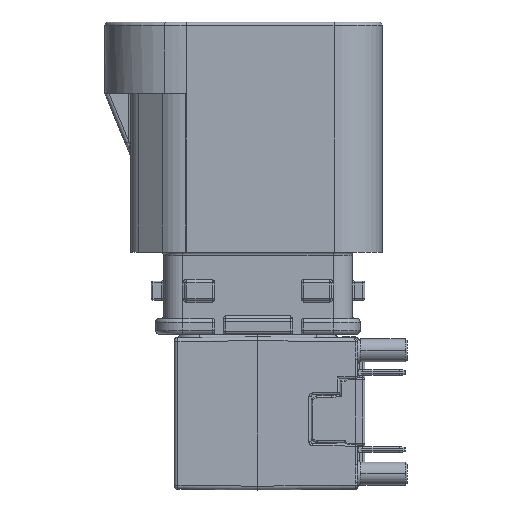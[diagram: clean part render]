
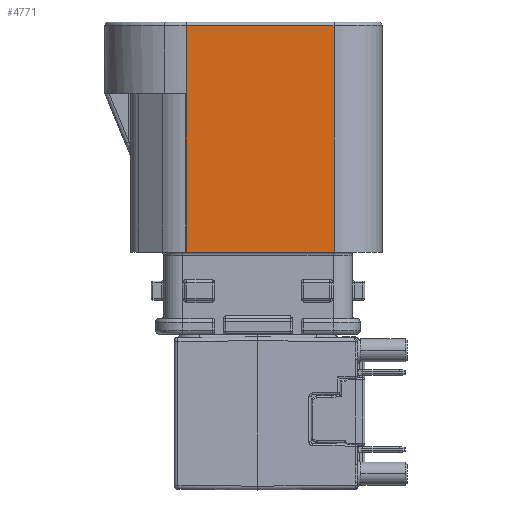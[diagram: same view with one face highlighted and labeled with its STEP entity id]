
A CAD part, left-side view. The second image highlights one B-rep face of the part: STEP entity #4771.
In plain terms, the highlighted planar face has unit normal (-1, 0, 0).
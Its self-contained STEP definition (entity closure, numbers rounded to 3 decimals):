
#658 = CARTESIAN_POINT ( 'NONE',  ( -6., -3.95, 4.4 ) ) ;
#1148 = DIRECTION ( 'NONE',  ( 0., 0., 1. ) ) ;
#2925 = ORIENTED_EDGE ( 'NONE', *, *, #23813, .T. ) ;
#3535 = DIRECTION ( 'NONE',  ( 0., 1., 0. ) ) ;
#4771 = ADVANCED_FACE ( 'NONE', ( #13168 ), #47385, .F. ) ;
#7324 = ORIENTED_EDGE ( 'NONE', *, *, #35819, .T. ) ;
#8313 = DIRECTION ( 'NONE',  ( 0., 0., -1. ) ) ;
#13164 = EDGE_CURVE ( 'NONE', #59067, #61868, #49628, .T. ) ;
#13168 = FACE_OUTER_BOUND ( 'NONE', #25402, .T. ) ;
#13262 = VECTOR ( 'NONE', #1148, 1000. ) ;
#13621 = LINE ( 'NONE', #37600, #44619 ) ;
#14683 = VERTEX_POINT ( 'NONE', #57627 ) ;
#15280 = DIRECTION ( 'NONE',  ( 0., 1., 0. ) ) ;
#20969 = VECTOR ( 'NONE', #3535, 1000. ) ;
#21415 = CARTESIAN_POINT ( 'NONE',  ( -6., -3.95, 16.15 ) ) ;
#23813 = EDGE_CURVE ( 'NONE', #61868, #29825, #13621, .T. ) ;
#24208 = EDGE_CURVE ( 'NONE', #59067, #14683, #33889, .T. ) ;
#25402 = EDGE_LOOP ( 'NONE', ( #56923, #2925, #7324, #34589 ) ) ;
#27650 = CARTESIAN_POINT ( 'NONE',  ( -6., -6.45, 4.4 ) ) ;
#29825 = VERTEX_POINT ( 'NONE', #37955 ) ;
#33889 = LINE ( 'NONE', #36705, #20969 ) ;
#34031 = LINE ( 'NONE', #37291, #61465 ) ;
#34589 = ORIENTED_EDGE ( 'NONE', *, *, #24208, .F. ) ;
#35819 = EDGE_CURVE ( 'NONE', #29825, #14683, #34031, .T. ) ;
#36705 = CARTESIAN_POINT ( 'NONE',  ( -6., -6.45, 4.4 ) ) ;
#37291 = CARTESIAN_POINT ( 'NONE',  ( -6., 3.728, 12.65 ) ) ;
#37600 = CARTESIAN_POINT ( 'NONE',  ( -6., -6.45, 16.15 ) ) ;
#37955 = CARTESIAN_POINT ( 'NONE',  ( -6., 3.728, 16.15 ) ) ;
#42391 = DIRECTION ( 'NONE',  ( 0., 0., -1. ) ) ;
#42604 = AXIS2_PLACEMENT_3D ( 'NONE', #27650, #42819, #42391 ) ;
#42819 = DIRECTION ( 'NONE',  ( 1., 0., 0. ) ) ;
#44149 = CARTESIAN_POINT ( 'NONE',  ( -6., -3.95, 4.4 ) ) ;
#44619 = VECTOR ( 'NONE', #15280, 1000. ) ;
#47385 = PLANE ( 'NONE',  #42604 ) ;
#49628 = LINE ( 'NONE', #44149, #13262 ) ;
#56923 = ORIENTED_EDGE ( 'NONE', *, *, #13164, .T. ) ;
#57627 = CARTESIAN_POINT ( 'NONE',  ( -6., 3.728, 4.4 ) ) ;
#59067 = VERTEX_POINT ( 'NONE', #658 ) ;
#61465 = VECTOR ( 'NONE', #8313, 1000. ) ;
#61868 = VERTEX_POINT ( 'NONE', #21415 ) ;
